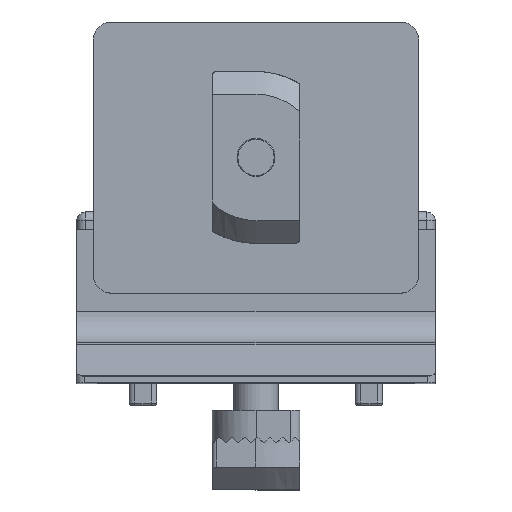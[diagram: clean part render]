
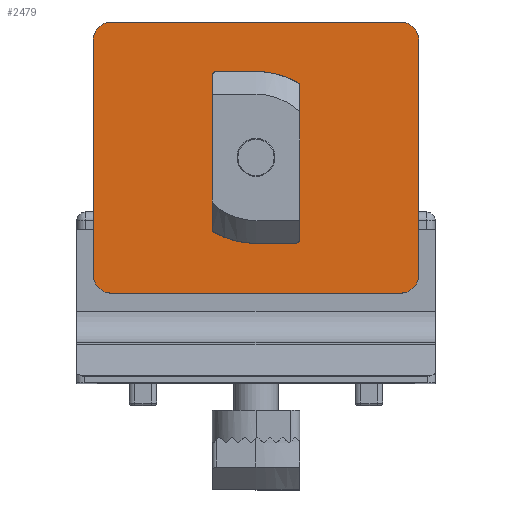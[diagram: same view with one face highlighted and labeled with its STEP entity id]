
A CAD part, top view. The second image highlights one B-rep face of the part: STEP entity #2479.
In plain terms, the highlighted face is planar.
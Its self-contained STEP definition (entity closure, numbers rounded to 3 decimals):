
#2479=ADVANCED_FACE('',(#3351,#3352),#3353,.F.);
#3351=FACE_OUTER_BOUND('',#4336,.T.);
#3352=FACE_BOUND('',#4337,.T.);
#3353=PLANE('',#4338);
#4336=EDGE_LOOP('',(#7687,#7688,#7689,#7690,#7691,#7692,#7693,#7694));
#4337=EDGE_LOOP('',(#7695));
#4338=AXIS2_PLACEMENT_3D('',#7696,#7697,#7698);
#7687=ORIENTED_EDGE('',*,*,#9343,.F.);
#7688=ORIENTED_EDGE('',*,*,#9328,.F.);
#7689=ORIENTED_EDGE('',*,*,#9332,.F.);
#7690=ORIENTED_EDGE('',*,*,#9344,.F.);
#7691=ORIENTED_EDGE('',*,*,#9345,.F.);
#7692=ORIENTED_EDGE('',*,*,#9346,.F.);
#7693=ORIENTED_EDGE('',*,*,#9347,.F.);
#7694=ORIENTED_EDGE('',*,*,#9348,.F.);
#7695=ORIENTED_EDGE('',*,*,#9342,.F.);
#7696=CARTESIAN_POINT('',(-13.0,-16.0,0.0));
#7697=DIRECTION('',(0.0,0.0,1.0));
#7698=DIRECTION('',(1.0,0.0,0.0));
#9328=EDGE_CURVE('',#11205,#11206,#11207,.T.);
#9332=EDGE_CURVE('',#11213,#11205,#11214,.T.);
#9342=EDGE_CURVE('',#11231,#11231,#11232,.T.);
#9343=EDGE_CURVE('',#11206,#11233,#11234,.T.);
#9344=EDGE_CURVE('',#11235,#11213,#11236,.T.);
#9345=EDGE_CURVE('',#11237,#11235,#11238,.T.);
#9346=EDGE_CURVE('',#11239,#11237,#11240,.T.);
#9347=EDGE_CURVE('',#11241,#11239,#11242,.T.);
#9348=EDGE_CURVE('',#11233,#11241,#11243,.T.);
#11205=VERTEX_POINT('',#13961);
#11206=VERTEX_POINT('',#13962);
#11207=CIRCLE('',#13963,2.0);
#11213=VERTEX_POINT('',#13971);
#11214=LINE('',#13972,#13973);
#11231=VERTEX_POINT('',#13995);
#11232=CIRCLE('',#13996,3.5);
#11233=VERTEX_POINT('',#13997);
#11234=LINE('',#13998,#13999);
#11235=VERTEX_POINT('',#14000);
#11236=CIRCLE('',#14001,2.0);
#11237=VERTEX_POINT('',#14002);
#11238=LINE('',#14003,#14004);
#11239=VERTEX_POINT('',#14005);
#11240=CIRCLE('',#14006,2.0);
#11241=VERTEX_POINT('',#14007);
#11242=LINE('',#14008,#14009);
#11243=CIRCLE('',#14010,2.0);
#13961=CARTESIAN_POINT('',(-13.0,18.0,0.0));
#13962=CARTESIAN_POINT('',(-15.0,16.0,0.0));
#13963=AXIS2_PLACEMENT_3D('',#16301,#16302,#16303);
#13971=CARTESIAN_POINT('',(13.0,18.0,0.0));
#13972=CARTESIAN_POINT('',(13.0,18.0,0.0));
#13973=VECTOR('',#16309,1.0);
#13995=CARTESIAN_POINT('',(-3.5,0.0,0.0));
#13996=AXIS2_PLACEMENT_3D('',#16327,#16328,#16329);
#13997=CARTESIAN_POINT('',(-15.0,-16.0,0.0));
#13998=CARTESIAN_POINT('',(-15.0,16.0,0.0));
#13999=VECTOR('',#16330,1.0);
#14000=CARTESIAN_POINT('',(15.0,16.0,0.0));
#14001=AXIS2_PLACEMENT_3D('',#16331,#16332,#16333);
#14002=CARTESIAN_POINT('',(15.0,-16.0,0.0));
#14003=CARTESIAN_POINT('',(15.0,-16.0,0.0));
#14004=VECTOR('',#16334,1.0);
#14005=CARTESIAN_POINT('',(13.0,-18.0,0.0));
#14006=AXIS2_PLACEMENT_3D('',#16335,#16336,#16337);
#14007=CARTESIAN_POINT('',(-13.0,-18.0,0.0));
#14008=CARTESIAN_POINT('',(-13.0,-18.0,0.0));
#14009=VECTOR('',#16338,1.0);
#14010=AXIS2_PLACEMENT_3D('',#16339,#16340,#16341);
#16301=CARTESIAN_POINT('',(-13.0,16.0,0.0));
#16302=DIRECTION('',(0.0,0.0,1.0));
#16303=DIRECTION('',(1.0,0.0,0.0));
#16309=DIRECTION('',(-1.0,0.0,0.0));
#16327=CARTESIAN_POINT('',(0.0,0.0,0.0));
#16328=DIRECTION('',(0.0,0.0,-1.0));
#16329=DIRECTION('',(-1.0,0.0,0.0));
#16330=DIRECTION('',(0.0,-1.0,0.0));
#16331=CARTESIAN_POINT('',(13.0,16.0,0.0));
#16332=DIRECTION('',(0.0,0.0,1.0));
#16333=DIRECTION('',(1.0,0.0,0.0));
#16334=DIRECTION('',(0.0,1.0,0.0));
#16335=CARTESIAN_POINT('',(13.0,-16.0,0.0));
#16336=DIRECTION('',(0.0,0.0,1.0));
#16337=DIRECTION('',(1.0,0.0,0.0));
#16338=DIRECTION('',(1.0,0.0,0.0));
#16339=CARTESIAN_POINT('',(-13.0,-16.0,0.0));
#16340=DIRECTION('',(0.0,0.0,1.0));
#16341=DIRECTION('',(1.0,0.0,0.0));
